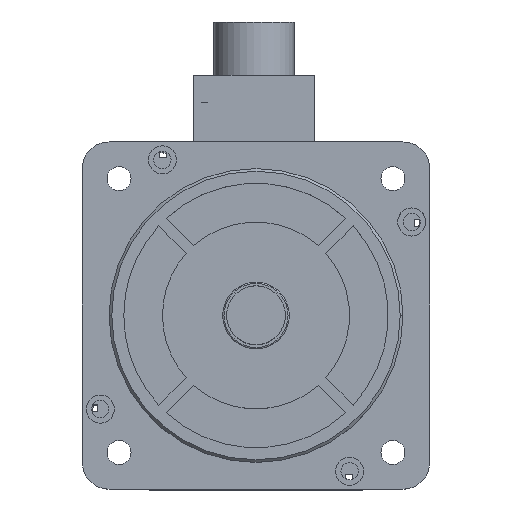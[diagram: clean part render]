
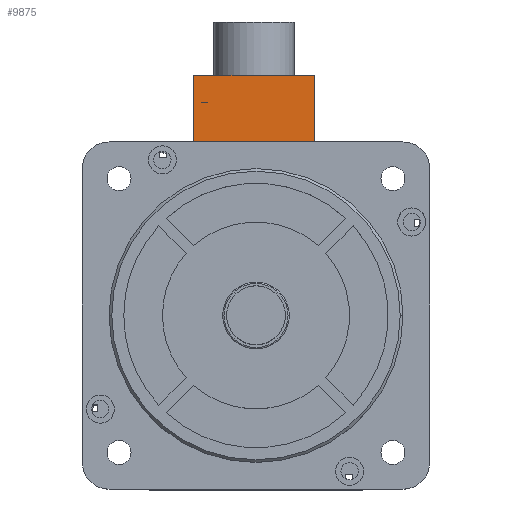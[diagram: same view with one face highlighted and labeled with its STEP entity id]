
A CAD part, top view. The second image highlights one B-rep face of the part: STEP entity #9875.
In plain terms, the highlighted face is planar.
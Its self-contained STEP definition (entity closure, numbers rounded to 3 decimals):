
#518 = CARTESIAN_POINT ( 'NONE',  ( 0., 0., -25. ) ) ;
#525 = VERTEX_POINT ( 'NONE', #24064 ) ;
#685 = VECTOR ( 'NONE', #11645, 1000. ) ;
#3589 = LINE ( 'NONE', #11382, #685 ) ;
#4669 = DIRECTION ( 'NONE',  ( 0., -1., 0. ) ) ;
#6003 = CARTESIAN_POINT ( 'NONE',  ( 45., 0., -25. ) ) ;
#6174 = DIRECTION ( 'NONE',  ( 0., 0., 1. ) ) ;
#6564 = VECTOR ( 'NONE', #6174, 1000. ) ;
#8031 = VECTOR ( 'NONE', #21749, 1000. ) ;
#8344 = VERTEX_POINT ( 'NONE', #12654 ) ;
#8404 = VECTOR ( 'NONE', #18188, 1000. ) ;
#8653 = PLANE ( 'NONE',  #10910 ) ;
#8724 = EDGE_CURVE ( 'NONE', #8344, #10269, #12593, .T. ) ;
#9875 = ADVANCED_FACE ( 'NONE', ( #13184 ), #8653, .T. ) ;
#10269 = VERTEX_POINT ( 'NONE', #24461 ) ;
#10910 = AXIS2_PLACEMENT_3D ( 'NONE', #518, #4669, #18454 ) ;
#11030 = ORIENTED_EDGE ( 'NONE', *, *, #18534, .T. ) ;
#11382 = CARTESIAN_POINT ( 'NONE',  ( 0., 0., 0. ) ) ;
#11608 = EDGE_CURVE ( 'NONE', #10269, #25392, #3589, .T. ) ;
#11645 = DIRECTION ( 'NONE',  ( 1., 0., 0. ) ) ;
#12229 = LINE ( 'NONE', #6003, #8404 ) ;
#12593 = LINE ( 'NONE', #16324, #6564 ) ;
#12654 = CARTESIAN_POINT ( 'NONE',  ( 0., 0., -25. ) ) ;
#13184 = FACE_OUTER_BOUND ( 'NONE', #19561, .T. ) ;
#13286 = ORIENTED_EDGE ( 'NONE', *, *, #8724, .F. ) ;
#13837 = CARTESIAN_POINT ( 'NONE',  ( 45., 0., 0. ) ) ;
#16324 = CARTESIAN_POINT ( 'NONE',  ( 0., 0., -25. ) ) ;
#17848 = CARTESIAN_POINT ( 'NONE',  ( 0., 0., -25. ) ) ;
#18188 = DIRECTION ( 'NONE',  ( 0., 0., 1. ) ) ;
#18454 = DIRECTION ( 'NONE',  ( 0., 0., -1. ) ) ;
#18534 = EDGE_CURVE ( 'NONE', #8344, #525, #23515, .T. ) ;
#19561 = EDGE_LOOP ( 'NONE', ( #20961, #13286, #11030, #24436 ) ) ;
#20961 = ORIENTED_EDGE ( 'NONE', *, *, #11608, .F. ) ;
#21522 = EDGE_CURVE ( 'NONE', #525, #25392, #12229, .T. ) ;
#21749 = DIRECTION ( 'NONE',  ( 1., 0., 0. ) ) ;
#23515 = LINE ( 'NONE', #17848, #8031 ) ;
#24064 = CARTESIAN_POINT ( 'NONE',  ( 45., 0., -25. ) ) ;
#24436 = ORIENTED_EDGE ( 'NONE', *, *, #21522, .T. ) ;
#24461 = CARTESIAN_POINT ( 'NONE',  ( 0., 0., 0. ) ) ;
#25392 = VERTEX_POINT ( 'NONE', #13837 ) ;
